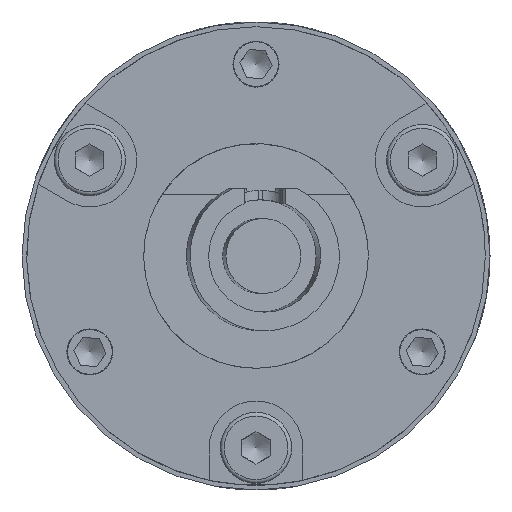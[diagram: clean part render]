
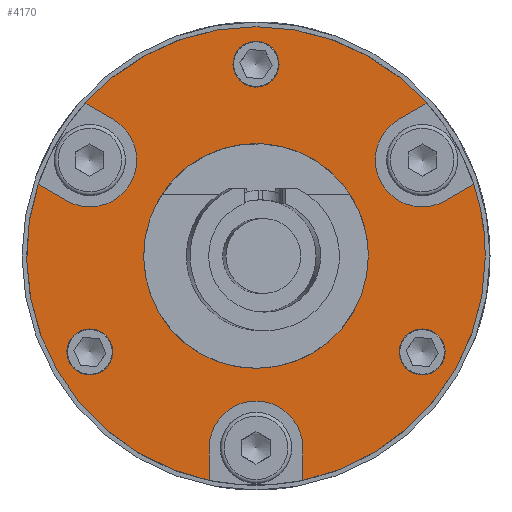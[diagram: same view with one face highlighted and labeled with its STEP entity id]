
A CAD part, left-side view. The second image highlights one B-rep face of the part: STEP entity #4170.
In plain terms, the highlighted planar face has unit normal (-1, 0, 0).
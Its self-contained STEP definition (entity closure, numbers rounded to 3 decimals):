
#296=LINE('',#7224,#564);
#300=LINE('',#7231,#568);
#306=LINE('',#7253,#574);
#310=LINE('',#7260,#578);
#318=LINE('',#7290,#586);
#320=LINE('',#7293,#588);
#564=VECTOR('',#5380,10.);
#568=VECTOR('',#5386,10.);
#574=VECTOR('',#5410,10.);
#578=VECTOR('',#5416,10.);
#586=VECTOR('',#5450,10.);
#588=VECTOR('',#5454,10.);
#713=FACE_BOUND('',#1322,.T.);
#714=FACE_BOUND('',#1323,.T.);
#715=FACE_BOUND('',#1324,.T.);
#716=FACE_BOUND('',#1325,.T.);
#827=PLANE('',#4594);
#1047=FACE_OUTER_BOUND('',#1321,.T.);
#1321=EDGE_LOOP('',(#3479,#3480,#3481,#3482,#3483,#3484,#3485,#3486,#3487,
#3488,#3489,#3490,#3491));
#1322=EDGE_LOOP('',(#3492));
#1323=EDGE_LOOP('',(#3493));
#1324=EDGE_LOOP('',(#3494));
#1325=EDGE_LOOP('',(#3495));
#1515=CIRCLE('',#4520,1.23);
#1517=CIRCLE('',#4523,2.5);
#1519=CIRCLE('',#4530,1.23);
#1521=CIRCLE('',#4533,2.5);
#1523=CIRCLE('',#4540,12.25);
#1524=CIRCLE('',#4541,12.25);
#1526=CIRCLE('',#4543,12.25);
#1527=CIRCLE('',#4544,12.25);
#1529=CIRCLE('',#4547,2.5);
#1530=CIRCLE('',#4553,1.23);
#1533=CIRCLE('',#4562,6.);
#1869=VERTEX_POINT('',#7208);
#1872=VERTEX_POINT('',#7215);
#1873=VERTEX_POINT('',#7217);
#1875=VERTEX_POINT('',#7223);
#1877=VERTEX_POINT('',#7229);
#1878=VERTEX_POINT('',#7237);
#1881=VERTEX_POINT('',#7244);
#1882=VERTEX_POINT('',#7246);
#1884=VERTEX_POINT('',#7252);
#1886=VERTEX_POINT('',#7258);
#1887=VERTEX_POINT('',#7266);
#1888=VERTEX_POINT('',#7269);
#1891=VERTEX_POINT('',#7275);
#1894=VERTEX_POINT('',#7283);
#1895=VERTEX_POINT('',#7285);
#1896=VERTEX_POINT('',#7298);
#1906=VERTEX_POINT('',#7327);
#2369=EDGE_CURVE('',#1869,#1869,#1515,.T.);
#2373=EDGE_CURVE('',#1873,#1872,#1517,.T.);
#2376=EDGE_CURVE('',#1875,#1873,#296,.T.);
#2380=EDGE_CURVE('',#1872,#1877,#300,.T.);
#2383=EDGE_CURVE('',#1878,#1878,#1519,.T.);
#2387=EDGE_CURVE('',#1882,#1881,#1521,.T.);
#2390=EDGE_CURVE('',#1884,#1882,#306,.T.);
#2394=EDGE_CURVE('',#1881,#1886,#310,.T.);
#2398=EDGE_CURVE('',#1887,#1877,#1523,.T.);
#2399=EDGE_CURVE('',#1875,#1888,#1524,.T.);
#2403=EDGE_CURVE('',#1891,#1886,#1526,.T.);
#2404=EDGE_CURVE('',#1884,#1887,#1527,.T.);
#2407=EDGE_CURVE('',#1895,#1894,#1529,.T.);
#2410=EDGE_CURVE('',#1891,#1895,#318,.T.);
#2412=EDGE_CURVE('',#1894,#1888,#320,.T.);
#2414=EDGE_CURVE('',#1896,#1896,#1530,.T.);
#2428=EDGE_CURVE('',#1906,#1906,#1533,.T.);
#3479=ORIENTED_EDGE('',*,*,#2380,.T.);
#3480=ORIENTED_EDGE('',*,*,#2398,.F.);
#3481=ORIENTED_EDGE('',*,*,#2404,.F.);
#3482=ORIENTED_EDGE('',*,*,#2390,.T.);
#3483=ORIENTED_EDGE('',*,*,#2387,.T.);
#3484=ORIENTED_EDGE('',*,*,#2394,.T.);
#3485=ORIENTED_EDGE('',*,*,#2403,.F.);
#3486=ORIENTED_EDGE('',*,*,#2410,.T.);
#3487=ORIENTED_EDGE('',*,*,#2407,.T.);
#3488=ORIENTED_EDGE('',*,*,#2412,.T.);
#3489=ORIENTED_EDGE('',*,*,#2399,.F.);
#3490=ORIENTED_EDGE('',*,*,#2376,.T.);
#3491=ORIENTED_EDGE('',*,*,#2373,.T.);
#3492=ORIENTED_EDGE('',*,*,#2369,.T.);
#3493=ORIENTED_EDGE('',*,*,#2383,.T.);
#3494=ORIENTED_EDGE('',*,*,#2414,.T.);
#3495=ORIENTED_EDGE('',*,*,#2428,.T.);
#4170=ADVANCED_FACE('',(#1047,#713,#714,#715,#716),#827,.T.);
#4520=AXIS2_PLACEMENT_3D('',#7209,#5366,#5367);
#4523=AXIS2_PLACEMENT_3D('',#7218,#5374,#5375);
#4530=AXIS2_PLACEMENT_3D('',#7238,#5396,#5397);
#4533=AXIS2_PLACEMENT_3D('',#7247,#5404,#5405);
#4540=AXIS2_PLACEMENT_3D('',#7268,#5427,#5428);
#4541=AXIS2_PLACEMENT_3D('',#7270,#5429,#5430);
#4543=AXIS2_PLACEMENT_3D('',#7277,#5435,#5436);
#4544=AXIS2_PLACEMENT_3D('',#7278,#5437,#5438);
#4547=AXIS2_PLACEMENT_3D('',#7286,#5444,#5445);
#4553=AXIS2_PLACEMENT_3D('',#7299,#5462,#5463);
#4562=AXIS2_PLACEMENT_3D('',#7328,#5490,#5491);
#4594=AXIS2_PLACEMENT_3D('',#7440,#5576,#5577);
#5366=DIRECTION('center_axis',(1.,0.,0.));
#5367=DIRECTION('ref_axis',(0.,0.866,-0.5));
#5374=DIRECTION('center_axis',(1.,0.,0.));
#5375=DIRECTION('ref_axis',(0.,-1.,0.));
#5380=DIRECTION('',(0.,0.,1.));
#5386=DIRECTION('',(0.,0.,-1.));
#5396=DIRECTION('center_axis',(1.,0.,0.));
#5397=DIRECTION('ref_axis',(0.,-0.866,-0.5));
#5404=DIRECTION('center_axis',(1.,0.,0.));
#5405=DIRECTION('ref_axis',(0.,0.5,0.866));
#5410=DIRECTION('',(0.,0.866,-0.5));
#5416=DIRECTION('',(0.,-0.866,0.5));
#5427=DIRECTION('center_axis',(1.,0.,0.));
#5428=DIRECTION('ref_axis',(0.,1.,0.));
#5429=DIRECTION('center_axis',(1.,0.,0.));
#5430=DIRECTION('ref_axis',(0.,1.,0.));
#5435=DIRECTION('center_axis',(1.,0.,0.));
#5436=DIRECTION('ref_axis',(0.,1.,0.));
#5437=DIRECTION('center_axis',(1.,0.,0.));
#5438=DIRECTION('ref_axis',(0.,1.,0.));
#5444=DIRECTION('center_axis',(1.,0.,0.));
#5445=DIRECTION('ref_axis',(0.,0.5,-0.866));
#5450=DIRECTION('',(0.,-0.866,-0.5));
#5454=DIRECTION('',(0.,0.866,0.5));
#5462=DIRECTION('center_axis',(1.,0.,0.));
#5463=DIRECTION('ref_axis',(0.,0.,1.));
#5490=DIRECTION('center_axis',(1.,0.,0.));
#5491=DIRECTION('ref_axis',(0.,1.,0.));
#5576=DIRECTION('center_axis',(-1.,0.,0.));
#5577=DIRECTION('ref_axis',(0.,0.,1.));
#7208=CARTESIAN_POINT('',(-10.237,-9.942,-4.51));
#7209=CARTESIAN_POINT('Origin',(-10.237,-8.877,-5.125));
#7215=CARTESIAN_POINT('',(-10.237,-2.5,-10.25));
#7217=CARTESIAN_POINT('',(-10.237,2.5,-10.25));
#7218=CARTESIAN_POINT('Origin',(-10.237,0.,-10.25));
#7223=CARTESIAN_POINT('',(-10.237,2.5,-11.992));
#7224=CARTESIAN_POINT('',(-10.237,2.5,-5.125));
#7229=CARTESIAN_POINT('',(-10.237,-2.5,-11.992));
#7231=CARTESIAN_POINT('',(-10.237,-2.5,-5.996));
#7237=CARTESIAN_POINT('',(-10.237,1.065,10.865));
#7238=CARTESIAN_POINT('Origin',(-10.237,0.,10.25));
#7244=CARTESIAN_POINT('',(-10.237,-7.627,7.29));
#7246=CARTESIAN_POINT('',(-10.237,-10.127,2.96));
#7247=CARTESIAN_POINT('Origin',(-10.237,-8.877,5.125));
#7252=CARTESIAN_POINT('',(-10.237,-11.636,3.831));
#7253=CARTESIAN_POINT('',(-10.237,-2.267,-1.578));
#7258=CARTESIAN_POINT('',(-10.237,-9.136,8.161));
#7260=CARTESIAN_POINT('',(-10.237,-0.521,3.187));
#7266=CARTESIAN_POINT('',(-10.237,-12.25,0.));
#7268=CARTESIAN_POINT('Origin',(-10.237,0.,0.));
#7269=CARTESIAN_POINT('',(-10.237,11.636,3.831));
#7270=CARTESIAN_POINT('Origin',(-10.237,0.,0.));
#7275=CARTESIAN_POINT('',(-10.237,9.136,8.161));
#7277=CARTESIAN_POINT('Origin',(-10.237,0.,0.));
#7278=CARTESIAN_POINT('Origin',(-10.237,0.,0.));
#7283=CARTESIAN_POINT('',(-10.237,10.127,2.96));
#7285=CARTESIAN_POINT('',(-10.237,7.627,7.29));
#7286=CARTESIAN_POINT('Origin',(-10.237,8.877,5.125));
#7290=CARTESIAN_POINT('',(-10.237,6.61,6.703));
#7293=CARTESIAN_POINT('',(-10.237,9.865,2.809));
#7298=CARTESIAN_POINT('',(-10.237,8.877,-6.355));
#7299=CARTESIAN_POINT('Origin',(-10.237,8.877,-5.125));
#7327=CARTESIAN_POINT('',(-10.237,-6.,0.));
#7328=CARTESIAN_POINT('Origin',(-10.237,0.,0.));
#7440=CARTESIAN_POINT('Origin',(-10.237,9.125,0.));
